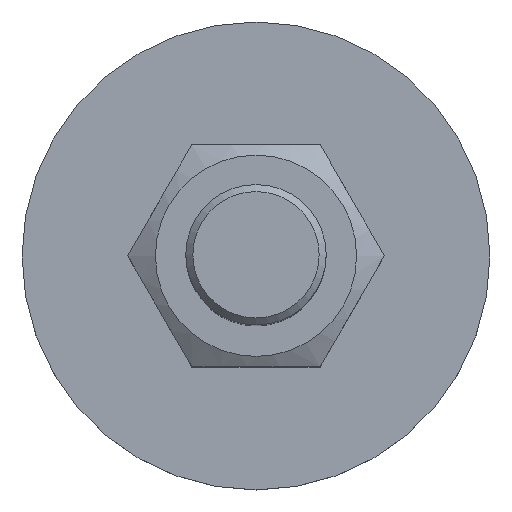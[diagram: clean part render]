
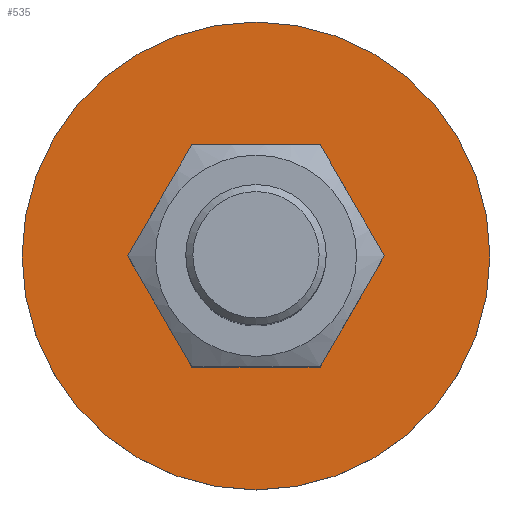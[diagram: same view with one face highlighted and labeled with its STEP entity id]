
A CAD part, top view. The second image highlights one B-rep face of the part: STEP entity #535.
In plain terms, the highlighted planar face has unit normal (0, 0, 1).
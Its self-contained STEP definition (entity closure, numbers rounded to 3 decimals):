
#362=CARTESIAN_POINT('',(4.3,7.448,10.0));
#363=VERTEX_POINT('',#362);
#364=CARTESIAN_POINT('',(0.,0.,10.0));
#365=DIRECTION('',(0.,0.,-1.0));
#366=DIRECTION('',(0.5,0.866,0.));
#367=AXIS2_PLACEMENT_3D('',#364,#365,#366);
#368=CIRCLE('',#367,8.6);
#369=EDGE_CURVE('',#363,#363,#368,.T.);
#501=CARTESIAN_POINT('',(20.0,0.,10.0));
#502=VERTEX_POINT('',#501);
#503=CARTESIAN_POINT('',(0.0,0.0,10.0));
#504=DIRECTION('',(0.0,0.0,-1.0));
#505=DIRECTION('',(-1.0,0.0,0.0));
#506=AXIS2_PLACEMENT_3D('',#503,#504,#505);
#507=CIRCLE('',#506,20.0);
#508=EDGE_CURVE('',#502,#502,#507,.T.);
#524=CARTESIAN_POINT('',(0.0,0.0,10.0));
#525=DIRECTION('',(0.0,0.0,-1.0));
#526=DIRECTION('',(-1.0,0.0,0.0));
#527=AXIS2_PLACEMENT_3D('',#524,#525,#526);
#528=PLANE('',#527);
#529=ORIENTED_EDGE('',*,*,#508,.F.);
#530=EDGE_LOOP('',(#529));
#531=FACE_OUTER_BOUND('',#530,.T.);
#532=ORIENTED_EDGE('',*,*,#369,.T.);
#533=EDGE_LOOP('',(#532));
#534=FACE_BOUND('',#533,.T.);
#535=ADVANCED_FACE('',(#531,#534),#528,.F.);
